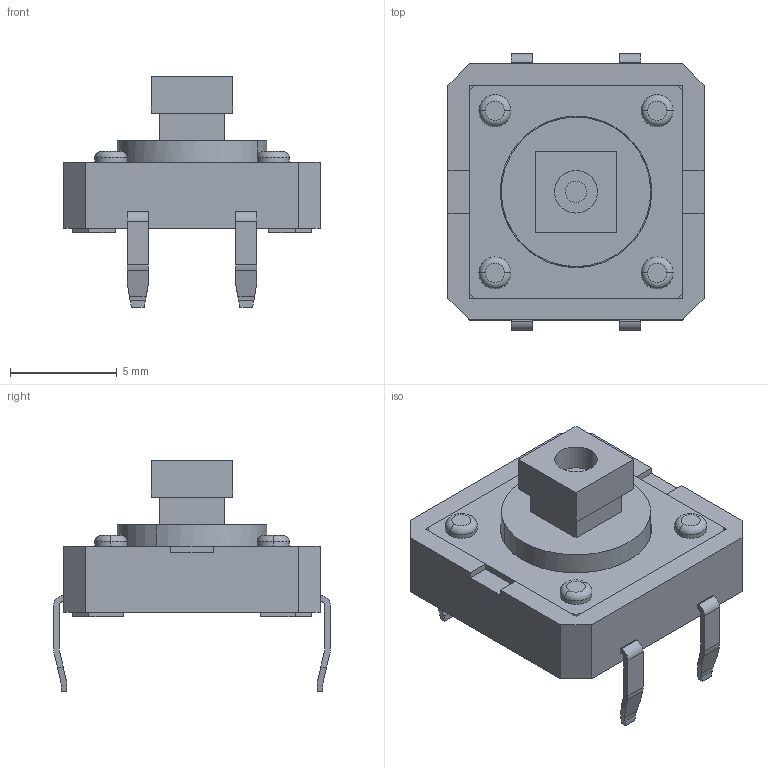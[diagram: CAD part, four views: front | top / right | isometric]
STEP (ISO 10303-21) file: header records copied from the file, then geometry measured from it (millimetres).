
FILE_DESCRIPTION(('CATIA V5 STEP Exchange'),'2;1');
FILE_NAME('Microswitch_P-B1729.stp','2020-11-22T15:32:53+00:00',('none'),('none'),'CATIA Version 5 Release 19 SP 9 (IN-10)','CATIA V5 STEP AP214','none');
FILE_SCHEMA(('AUTOMOTIVE_DESIGN { 1 0 10303 214 1 1 1 1 }'));
Length unit declared in the file: millimetre
Products named in the file (1): Microswitch_P-B1729
Bounding box: 12 x 12.97 x 10.8 mm (x, y, z)
Volume: 426.2 mm3; surface area: 1256 mm2
Topology: 6 solids, 6 shells, 349 faces, 896 edges, 576 vertices
Faces by surface type: plane 203, cylinder 102, torus 22, sphere 12, cone 10
Entity records: 9733 total; most frequent: CARTESIAN_POINT 1812, ORIENTED_EDGE 1764, DIRECTION 1306, EDGE_CURVE 882, VECTOR 600, LINE 600, VERTEX_POINT 572, AXIS2_PLACEMENT_3D 480
